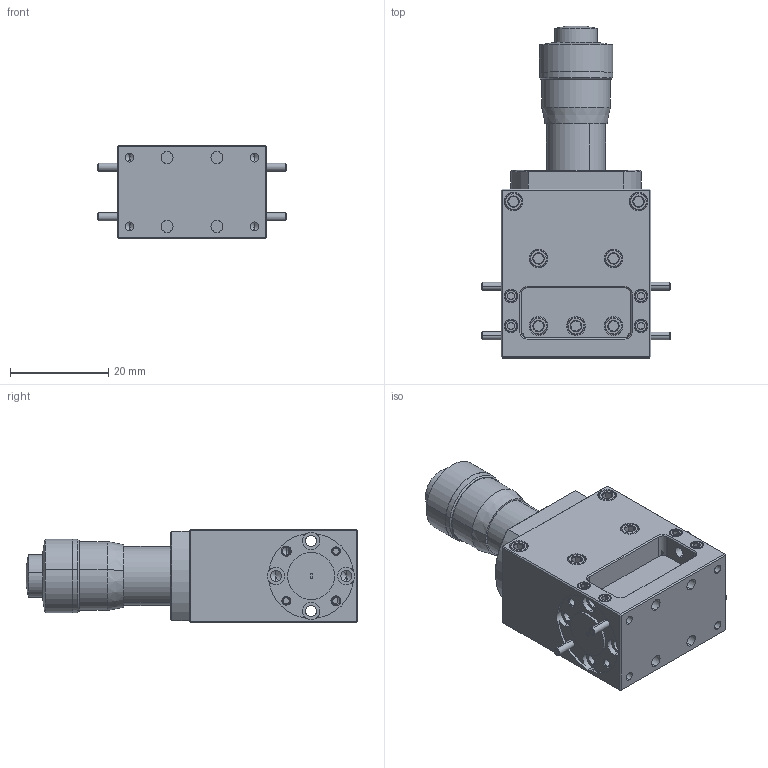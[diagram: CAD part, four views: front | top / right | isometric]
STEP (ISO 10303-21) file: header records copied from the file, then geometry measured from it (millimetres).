
FILE_DESCRIPTION (( 'STEP AP203' ), '1' );
FILE_NAME ('TA-M03-A-1.2.STEP', '2022-07-27T22:43:25', ( '' ), ( '' ), 'SwSTEP 2.0', 'SolidWorks 2021', '' );
FILE_SCHEMA (( 'CONFIG_CONTROL_DESIGN' ));
Length unit declared in the file: inch
Products named in the file (1): TA-M03-A-1.2
Bounding box: 38.23 x 67.45 x 19.05 mm (x, y, z)
Volume: 22611.3 mm3; surface area: 8283.7 mm2
Topology: 5 solids, 5 shells, 629 faces, 1354 edges, 774 vertices
Faces by surface type: cone 243, plane 219, cylinder 166, bspline 1
Entity records: 17304 total; most frequent: CARTESIAN_POINT 3574, DIRECTION 3018, ORIENTED_EDGE 2660, EDGE_CURVE 1330, AXIS2_PLACEMENT_3D 1196, VERTEX_POINT 774, EDGE_LOOP 724, ADVANCED_FACE 629
